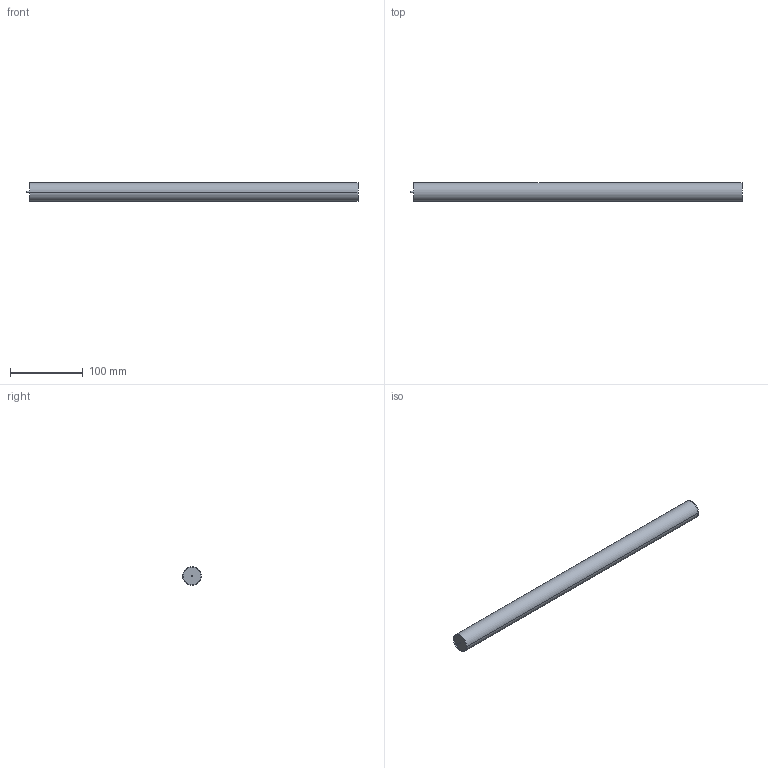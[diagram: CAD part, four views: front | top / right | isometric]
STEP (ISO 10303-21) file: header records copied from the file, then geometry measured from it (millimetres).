
FILE_DESCRIPTION (( 'STEP AP214' ), '1' );
FILE_NAME ('CELSIA_D25.4L450S.STEP', '2025-11-14T10:39:09', ( '' ), ( '' ), 'SwSTEP 2.0', 'SolidWorks 2023', '' );
FILE_SCHEMA (( 'AUTOMOTIVE_DESIGN' ));
Length unit declared in the file: millimetre
Products named in the file (1): CELSIA_D25.4L450S
Bounding box: 455 x 25.5 x 25.4 mm (x, y, z)
Volume: 227094.5 mm3; surface area: 37148.3 mm2
Topology: 1 solids, 1 shells, 217 faces, 611 edges, 406 vertices
Faces by surface type: bspline 103, plane 82, cylinder 32
Entity records: 23822 total; most frequent: CARTESIAN_POINT 19091, ORIENTED_EDGE 1222, EDGE_CURVE 611, DIRECTION 585, VERTEX_POINT 406, B_SPLINE_CURVE_WITH_KNOTS 345, EDGE_LOOP 227, FACE_OUTER_BOUND 217
